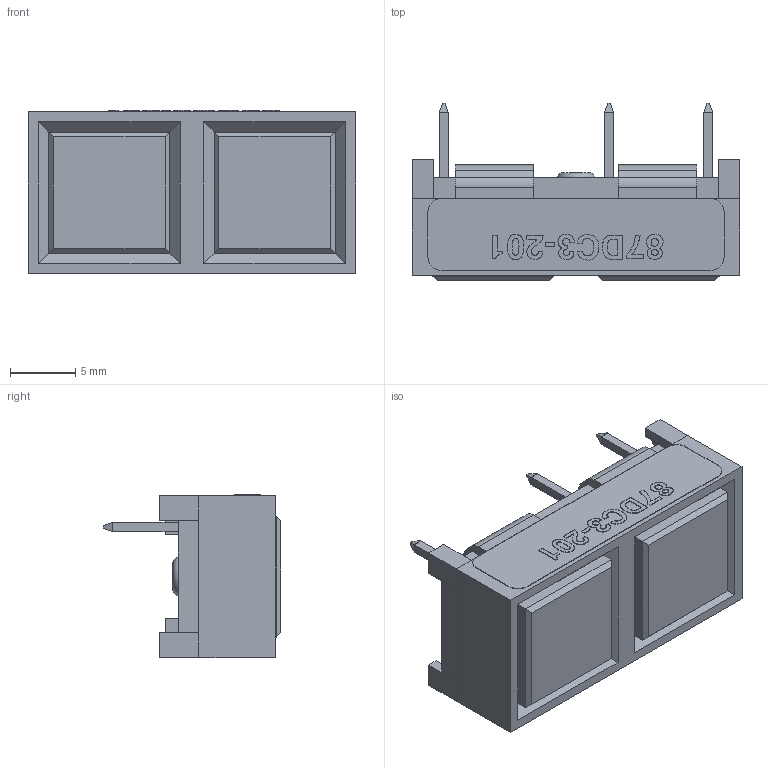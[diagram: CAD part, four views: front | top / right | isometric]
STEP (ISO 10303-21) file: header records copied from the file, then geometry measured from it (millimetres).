
FILE_DESCRIPTION(('FreeCAD Model'),'2;1');
FILE_NAME('./87-DC3-201.stp','2020-05-17T22:56:26',(''),(''),'Open CASCADE STEP processor 7.3', 'FreeCAD','Unknown');
FILE_SCHEMA(('AUTOMOTIVE_DESIGN { 1 0 10303 214 1 1 1 1 }'));
Length unit declared in the file: millimetre
Products named in the file (10): Grayhill_87DC3-201; 87DC3-201Body; ButtonLeftBody; ButtonRightBody; PCBBody; COMMON-Brass_pin-5.75mm; BTN_A-Brass_pin-5.75mm; BTN_B-Brass_pin-5.75mm; LabelBody; LabelTextExtrude
Assembly tree (9 placements, depth 2):
  Grayhill_87DC3-201
    87DC3-201Body
    ButtonLeftBody
    ButtonRightBody
    PCBBody
    COMMON-Brass_pin-5.75mm
    BTN_A-Brass_pin-5.75mm
    BTN_B-Brass_pin-5.75mm
    LabelBody
    LabelTextExtrude
Bounding box: 25.15 x 13.65 x 12.54 mm (x, y, z)
Volume: 2468 mm3; surface area: 2906.6 mm2
Topology: 17 solids, 17 shells, 363 faces, 3797 edges, 17871 vertices
Faces by surface type: plane 222, extrusion 127, cylinder 13, torus 1
Full cylindrical faces by diameter (mm): 3 x1
Entity records: 58844 total; most frequent: CARTESIAN_POINT 28329, DIRECTION 4190, VECTOR 3632, LINE 3505, GEOMETRIC_CURVE_SET 2881, TRIMMED_CURVE 2880, B_SPLINE_CURVE_WITH_KNOTS 2199, ORIENTED_EDGE 1834
